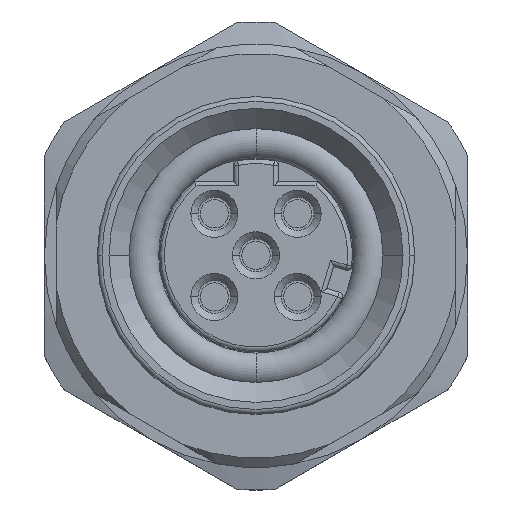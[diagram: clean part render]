
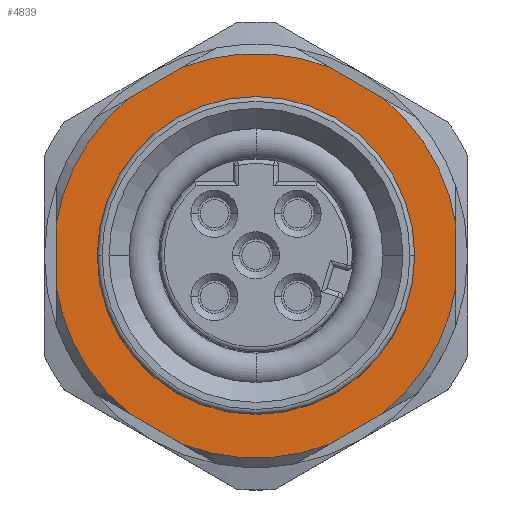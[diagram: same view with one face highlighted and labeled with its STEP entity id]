
A CAD part, top view. The second image highlights one B-rep face of the part: STEP entity #4839.
In plain terms, the highlighted planar face has unit normal (0, 0, 1).
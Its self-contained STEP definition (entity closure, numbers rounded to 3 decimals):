
#974=CARTESIAN_POINT('',(0.,0.,-10.2));
#975=DIRECTION('',(0.,0.,1.));
#976=DIRECTION('',(1.,0.,0.));
#977=AXIS2_PLACEMENT_3D('',#974,#975,#976);
#979=CARTESIAN_POINT('',(0.,0.,-10.2));
#980=DIRECTION('',(0.,0.,-1.));
#981=DIRECTION('',(1.,0.,0.));
#982=AXIS2_PLACEMENT_3D('',#979,#980,#981);
#984=DIRECTION('',(0.866,-0.5,0.));
#985=VECTOR('',#984,2.615);
#986=CARTESIAN_POINT('',(3.118,8.015,-10.2));
#987=LINE('',#986,#985);
#988=CARTESIAN_POINT('',(0.,0.,-10.2));
#989=DIRECTION('',(0.,0.,-1.));
#990=DIRECTION('',(0.626,0.78,0.));
#991=AXIS2_PLACEMENT_3D('',#988,#989,#990);
#993=DIRECTION('',(0.,1.,0.));
#994=VECTOR('',#993,2.615);
#995=CARTESIAN_POINT('',(8.5,-1.308,-10.2));
#996=LINE('',#995,#994);
#997=CARTESIAN_POINT('',(0.,0.,-10.2));
#998=DIRECTION('',(0.,0.,-1.));
#999=DIRECTION('',(0.988,-0.152,0.));
#1000=AXIS2_PLACEMENT_3D('',#997,#998,#999);
#1002=DIRECTION('',(0.866,0.5,0.));
#1003=VECTOR('',#1002,2.615);
#1004=CARTESIAN_POINT('',(3.118,-8.015,-10.2));
#1005=LINE('',#1004,#1003);
#1006=DIRECTION('',(-0.866,0.5,0.));
#1007=VECTOR('',#1006,2.615);
#1008=CARTESIAN_POINT('',(-3.118,-8.015,-10.2));
#1009=LINE('',#1008,#1007);
#1010=CARTESIAN_POINT('',(0.,0.,-10.2));
#1011=DIRECTION('',(0.,0.,-1.));
#1012=DIRECTION('',(-0.626,-0.78,0.));
#1013=AXIS2_PLACEMENT_3D('',#1010,#1011,#1012);
#1015=DIRECTION('',(0.,-1.,0.));
#1016=VECTOR('',#1015,2.615);
#1017=CARTESIAN_POINT('',(-8.5,1.308,-10.2));
#1018=LINE('',#1017,#1016);
#1019=CARTESIAN_POINT('',(0.,0.,-10.2));
#1020=DIRECTION('',(0.,0.,-1.));
#1021=DIRECTION('',(-0.988,0.152,0.));
#1022=AXIS2_PLACEMENT_3D('',#1019,#1020,#1021);
#1024=DIRECTION('',(-0.866,-0.5,0.));
#1025=VECTOR('',#1024,2.615);
#1026=CARTESIAN_POINT('',(-3.118,8.015,-10.2));
#1027=LINE('',#1026,#1025);
#1028=CARTESIAN_POINT('',(0.,0.,-10.2));
#1029=DIRECTION('',(0.,0.,1.));
#1030=DIRECTION('',(0.363,0.932,0.));
#1031=AXIS2_PLACEMENT_3D('',#1028,#1029,#1030);
#1043=CARTESIAN_POINT('',(0.,0.,-10.2));
#1044=DIRECTION('',(0.,0.,1.));
#1045=DIRECTION('',(-0.363,-0.932,0.));
#1046=AXIS2_PLACEMENT_3D('',#1043,#1044,#1045);
#1053=CARTESIAN_POINT('',(-8.5,-1.308,-10.2));
#1069=CARTESIAN_POINT('',(-8.5,1.308,-10.2));
#1125=CARTESIAN_POINT('',(8.5,1.308,-10.2));
#1141=CARTESIAN_POINT('',(8.5,-1.308,-10.2));
#1197=CARTESIAN_POINT('',(-5.382,6.707,-10.2));
#1213=CARTESIAN_POINT('',(-3.118,8.015,-10.2));
#1245=CARTESIAN_POINT('',(-3.118,-8.015,-10.2));
#1261=CARTESIAN_POINT('',(-5.382,-6.707,-10.2));
#1327=CARTESIAN_POINT('',(5.382,-6.707,-10.2));
#1343=CARTESIAN_POINT('',(3.118,-8.015,-10.2));
#1355=CARTESIAN_POINT('',(3.118,8.015,-10.2));
#1371=CARTESIAN_POINT('',(5.382,6.707,-10.2));
#3097=CARTESIAN_POINT('',(6.75,0.,-10.2));
#3099=VERTEX_POINT('',#3097);
#3107=CARTESIAN_POINT('',(-6.75,0.,-10.2));
#3109=VERTEX_POINT('',#3107);
#3414=VERTEX_POINT('',#1125);
#3415=VERTEX_POINT('',#1141);
#3422=VERTEX_POINT('',#1355);
#3423=VERTEX_POINT('',#1371);
#3430=VERTEX_POINT('',#1197);
#3431=VERTEX_POINT('',#1213);
#3438=VERTEX_POINT('',#1053);
#3439=VERTEX_POINT('',#1069);
#3446=VERTEX_POINT('',#1245);
#3447=VERTEX_POINT('',#1261);
#3454=VERTEX_POINT('',#1327);
#3455=VERTEX_POINT('',#1343);
#4804=CARTESIAN_POINT('',(0.,0.,-10.2));
#4805=DIRECTION('',(0.,0.,-1.));
#4806=DIRECTION('',(-1.,0.,0.));
#4807=AXIS2_PLACEMENT_3D('',#4804,#4805,#4806);
#4808=PLANE('',#4807);
#4810=ORIENTED_EDGE('',*,*,#4809,.F.);
#4812=ORIENTED_EDGE('',*,*,#4811,.T.);
#4814=ORIENTED_EDGE('',*,*,#4813,.T.);
#4816=ORIENTED_EDGE('',*,*,#4815,.F.);
#4818=ORIENTED_EDGE('',*,*,#4817,.T.);
#4820=ORIENTED_EDGE('',*,*,#4819,.F.);
#4822=ORIENTED_EDGE('',*,*,#4821,.F.);
#4824=ORIENTED_EDGE('',*,*,#4823,.T.);
#4826=ORIENTED_EDGE('',*,*,#4825,.T.);
#4828=ORIENTED_EDGE('',*,*,#4827,.F.);
#4830=ORIENTED_EDGE('',*,*,#4829,.T.);
#4832=ORIENTED_EDGE('',*,*,#4831,.F.);
#4833=EDGE_LOOP('',(#4810,#4812,#4814,#4816,#4818,#4820,#4822,#4824,#4826,#4828,
#4830,#4832));
#4834=FACE_OUTER_BOUND('',#4833,.F.);
#4835=ORIENTED_EDGE('',*,*,#4786,.T.);
#4836=ORIENTED_EDGE('',*,*,#4797,.F.);
#4837=EDGE_LOOP('',(#4835,#4836));
#4838=FACE_BOUND('',#4837,.F.);
#978=CIRCLE('',#977,6.75);
#983=CIRCLE('',#982,6.75);
#992=CIRCLE('',#991,8.6);
#1001=CIRCLE('',#1000,8.6);
#1014=CIRCLE('',#1013,8.6);
#1023=CIRCLE('',#1022,8.6);
#1032=CIRCLE('',#1031,8.6);
#1047=CIRCLE('',#1046,8.6);
#4786=EDGE_CURVE('',#3099,#3109,#978,.T.);
#4797=EDGE_CURVE('',#3099,#3109,#983,.T.);
#4809=EDGE_CURVE('',#3422,#3431,#1032,.T.);
#4811=EDGE_CURVE('',#3422,#3423,#987,.T.);
#4813=EDGE_CURVE('',#3423,#3414,#992,.T.);
#4815=EDGE_CURVE('',#3415,#3414,#996,.T.);
#4817=EDGE_CURVE('',#3415,#3454,#1001,.T.);
#4819=EDGE_CURVE('',#3455,#3454,#1005,.T.);
#4821=EDGE_CURVE('',#3446,#3455,#1047,.T.);
#4823=EDGE_CURVE('',#3446,#3447,#1009,.T.);
#4825=EDGE_CURVE('',#3447,#3438,#1014,.T.);
#4827=EDGE_CURVE('',#3439,#3438,#1018,.T.);
#4829=EDGE_CURVE('',#3439,#3430,#1023,.T.);
#4831=EDGE_CURVE('',#3431,#3430,#1027,.T.);
#4839=ADVANCED_FACE('',(#4834,#4838),#4808,.F.);
